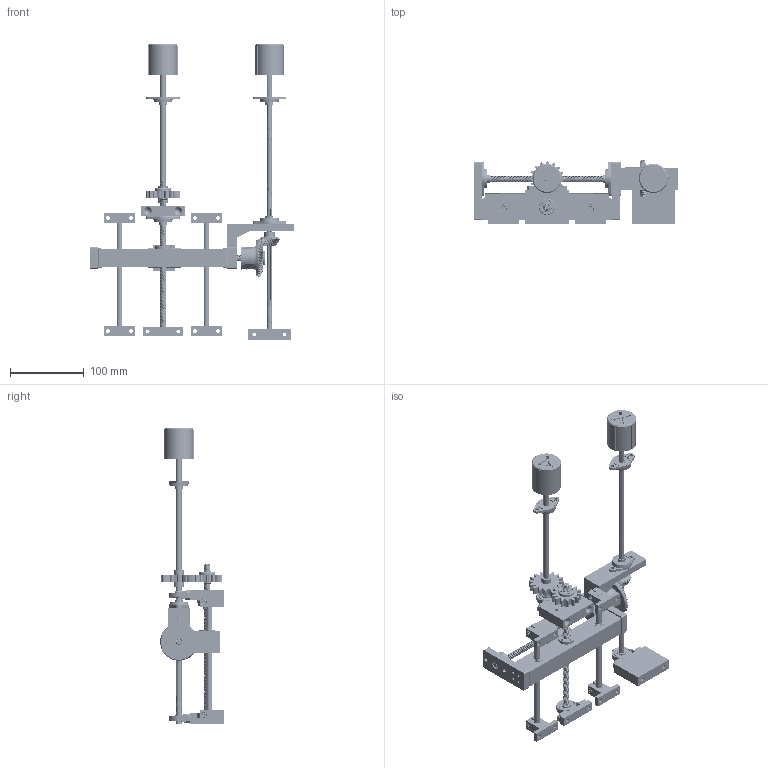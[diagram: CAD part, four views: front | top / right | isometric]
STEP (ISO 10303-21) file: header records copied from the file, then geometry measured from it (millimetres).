
FILE_DESCRIPTION(('FreeCAD Model'),'2;1');
FILE_NAME('Open CASCADE Shape Model','2025-05-08T01:29:32',('FreeCAD'),( 'FreeCAD'),'Open CASCADE STEP processor 7.6','FreeCAD','Unknown');
FILE_SCHEMA(('AUTOMOTIVE_DESIGN { 1 0 10303 214 1 1 1 1 }'));
Products named in the file (1): Open CASCADE STEP translator 7.6 1
Bounding box: 275.77 x 86.6 x 401.34 mm (x, y, z)
Volume: 628866.1 mm3; surface area: 258970.1 mm2
Topology: 87 solids, 87 shells, 5747 faces, 14908 edges, 9492 vertices
Faces by surface type: bspline 5747
Entity records: 558596 total; most frequent: CARTESIAN_POINT 474394, ORIENTED_EDGE 29572, EDGE_CURVE 14786, VERTEX_POINT 9492, B_SPLINE_CURVE_WITH_KNOTS 9395, FACE_BOUND 6360, EDGE_LOOP 6360, ADVANCED_FACE 5747
